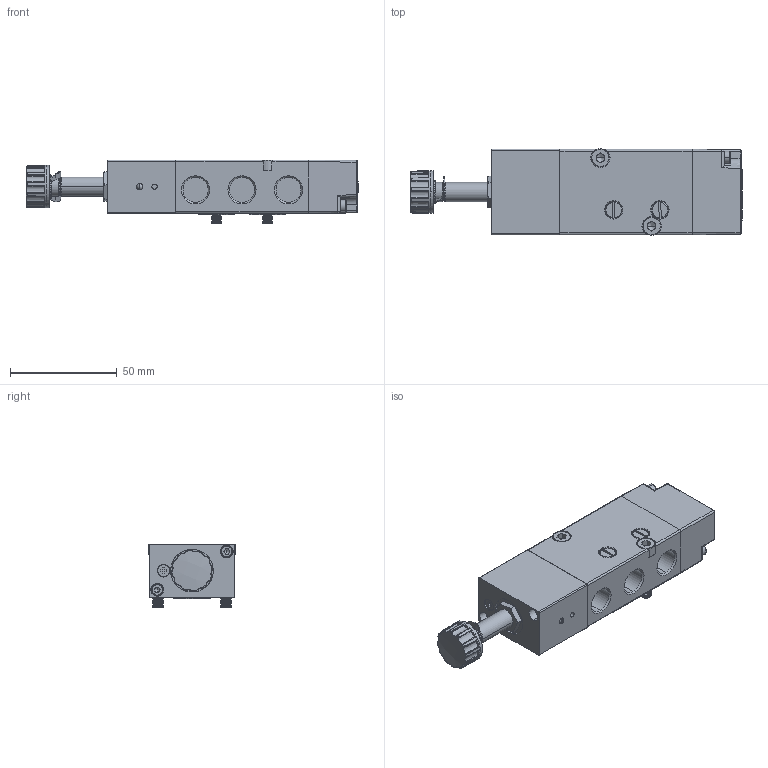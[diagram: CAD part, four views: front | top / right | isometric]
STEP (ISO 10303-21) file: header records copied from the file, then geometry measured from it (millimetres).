
FILE_DESCRIPTION (( 'STEP AP214' ), '1' );
FILE_NAME ('01_083_3.STEP', '2016-01-27T11:18:43', ( '' ), ( '' ), 'SwSTEP 2.0', 'SolidWorks 2016', '' );
FILE_SCHEMA (( 'AUTOMOTIVE_DESIGN' ));
Length unit declared in the file: millimetre
Products named in the file (1): 01_083_3
Bounding box: 155.7 x 40.5 x 30 mm (x, y, z)
Volume: 113125.4 mm3; surface area: 32260.6 mm2
Topology: 13 solids, 13 shells, 2061 faces, 5095 edges, 3082 vertices
Faces by surface type: cone 820, plane 642, cylinder 489, bspline 110
Entity records: 80824 total; most frequent: CARTESIAN_POINT 15971, DIRECTION 10355, ORIENTED_EDGE 10152, EDGE_CURVE 5076, AXIS2_PLACEMENT_3D 3802, VERTEX_POINT 3082, LINE 2751, VECTOR 2751
